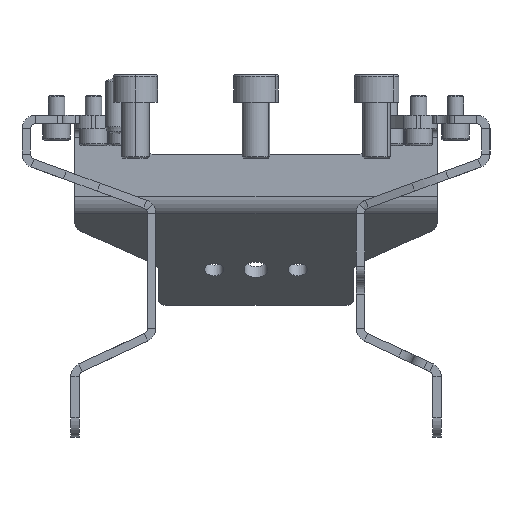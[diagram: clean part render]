
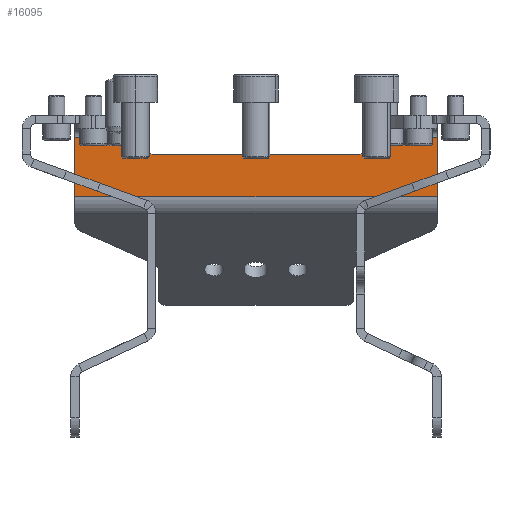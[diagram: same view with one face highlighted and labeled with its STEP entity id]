
A CAD part, left-side view. The second image highlights one B-rep face of the part: STEP entity #16095.
In plain terms, the highlighted planar face has unit normal (-1, 0, 0).
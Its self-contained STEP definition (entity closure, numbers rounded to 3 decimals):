
#108 = VERTEX_POINT ( 'NONE', #4709 ) ;
#300 = CARTESIAN_POINT ( 'NONE',  ( 85., 1635., 1240.73 ) ) ;
#303 = CARTESIAN_POINT ( 'NONE',  ( 85., 1529., 1265. ) ) ;
#404 = LINE ( 'NONE', #303, #15127 ) ;
#617 = FACE_OUTER_BOUND ( 'NONE', #3634, .T. ) ;
#712 = CARTESIAN_POINT ( 'NONE',  ( 85., 1529., 1262. ) ) ;
#777 = EDGE_CURVE ( 'NONE', #3148, #9937, #20484, .T. ) ;
#906 = LINE ( 'NONE', #5984, #19219 ) ;
#1022 = DIRECTION ( 'NONE',  ( 0., 0., 1. ) ) ;
#1190 = VECTOR ( 'NONE', #1022, 1000. ) ;
#1203 = ORIENTED_EDGE ( 'NONE', *, *, #21182, .T. ) ;
#2023 = ORIENTED_EDGE ( 'NONE', *, *, #2780, .T. ) ;
#2264 = LINE ( 'NONE', #21011, #11194 ) ;
#2334 = ORIENTED_EDGE ( 'NONE', *, *, #12569, .T. ) ;
#2440 = DIRECTION ( 'NONE',  ( 0., 0., 1. ) ) ;
#2780 = EDGE_CURVE ( 'NONE', #5905, #5657, #16662, .T. ) ;
#3148 = VERTEX_POINT ( 'NONE', #3920 ) ;
#3634 = EDGE_LOOP ( 'NONE', ( #2334, #1203, #14519, #10873, #15226, #11531, #13071, #2023, #11934, #5352 ) ) ;
#3728 = DIRECTION ( 'NONE',  ( 0., 0., 1. ) ) ;
#3756 = EDGE_CURVE ( 'NONE', #5657, #20591, #404, .T. ) ;
#3920 = CARTESIAN_POINT ( 'NONE',  ( 85., 1611., 1262. ) ) ;
#4709 = CARTESIAN_POINT ( 'NONE',  ( 85., 1606., 1255.73 ) ) ;
#4989 = DIRECTION ( 'NONE',  ( 0., 1., 0. ) ) ;
#5111 = DIRECTION ( 'NONE',  ( 0., 1., 0. ) ) ;
#5352 = ORIENTED_EDGE ( 'NONE', *, *, #19324, .T. ) ;
#5420 = CARTESIAN_POINT ( 'NONE',  ( 85., 1635., 1262. ) ) ;
#5648 = DIRECTION ( 'NONE',  ( 0., 0., -1. ) ) ;
#5657 = VERTEX_POINT ( 'NONE', #712 ) ;
#5674 = DIRECTION ( 'NONE',  ( 0., 0., 1. ) ) ;
#5692 = CARTESIAN_POINT ( 'NONE',  ( 85., 1505., 1265. ) ) ;
#5867 = CARTESIAN_POINT ( 'NONE',  ( 85., 1534., 1260.73 ) ) ;
#5905 = VERTEX_POINT ( 'NONE', #16527 ) ;
#5984 = CARTESIAN_POINT ( 'NONE',  ( 85., 1635., 1265. ) ) ;
#8243 = CARTESIAN_POINT ( 'NONE',  ( 85., 1505., 1240.73 ) ) ;
#8619 = DIRECTION ( 'NONE',  ( 0., 0., -1. ) ) ;
#9699 = AXIS2_PLACEMENT_3D ( 'NONE', #21036, #11061, #5674 ) ;
#9709 = CARTESIAN_POINT ( 'NONE',  ( 85., 1505., 1262. ) ) ;
#9937 = VERTEX_POINT ( 'NONE', #5420 ) ;
#10040 = DIRECTION ( 'NONE',  ( 0., 1., 0. ) ) ;
#10077 = EDGE_CURVE ( 'NONE', #5905, #21445, #2264, .T. ) ;
#10702 = CARTESIAN_POINT ( 'NONE',  ( 85., 1505., 1240.73 ) ) ;
#10778 = CARTESIAN_POINT ( 'NONE',  ( 85., 1611., 1260.73 ) ) ;
#10873 = ORIENTED_EDGE ( 'NONE', *, *, #777, .T. ) ;
#11061 = DIRECTION ( 'NONE',  ( 1., 0., 0. ) ) ;
#11194 = VECTOR ( 'NONE', #5648, 1000. ) ;
#11218 = VERTEX_POINT ( 'NONE', #300 ) ;
#11352 = AXIS2_PLACEMENT_3D ( 'NONE', #5867, #20790, #3728 ) ;
#11531 = ORIENTED_EDGE ( 'NONE', *, *, #18659, .F. ) ;
#11934 = ORIENTED_EDGE ( 'NONE', *, *, #3756, .T. ) ;
#12569 = EDGE_CURVE ( 'NONE', #19342, #108, #19369, .T. ) ;
#13071 = ORIENTED_EDGE ( 'NONE', *, *, #10077, .F. ) ;
#13276 = LINE ( 'NONE', #20105, #1190 ) ;
#13567 = EDGE_CURVE ( 'NONE', #9937, #11218, #906, .T. ) ;
#13588 = VECTOR ( 'NONE', #10040, 1000. ) ;
#14519 = ORIENTED_EDGE ( 'NONE', *, *, #16995, .T. ) ;
#14637 = DIRECTION ( 'NONE',  ( 0., 1., 0. ) ) ;
#14942 = CIRCLE ( 'NONE', #11352, 5. ) ;
#15127 = VECTOR ( 'NONE', #8619, 1000. ) ;
#15226 = ORIENTED_EDGE ( 'NONE', *, *, #13567, .T. ) ;
#16030 = VECTOR ( 'NONE', #14637, 1000. ) ;
#16095 = ADVANCED_FACE ( 'NONE', ( #617 ), #21057, .F. ) ;
#16527 = CARTESIAN_POINT ( 'NONE',  ( 85., 1505., 1262. ) ) ;
#16562 = CARTESIAN_POINT ( 'NONE',  ( 85., 1505., 1262. ) ) ;
#16662 = LINE ( 'NONE', #9709, #13588 ) ;
#16990 = CARTESIAN_POINT ( 'NONE',  ( 85., 1529., 1260.73 ) ) ;
#16995 = EDGE_CURVE ( 'NONE', #21745, #3148, #13276, .T. ) ;
#17705 = DIRECTION ( 'NONE',  ( 1., 0., 0. ) ) ;
#18226 = CARTESIAN_POINT ( 'NONE',  ( 85., 1534., 1255.73 ) ) ;
#18659 = EDGE_CURVE ( 'NONE', #21445, #11218, #22038, .T. ) ;
#19219 = VECTOR ( 'NONE', #19676, 1000. ) ;
#19324 = EDGE_CURVE ( 'NONE', #20591, #19342, #14942, .T. ) ;
#19342 = VERTEX_POINT ( 'NONE', #18226 ) ;
#19369 = LINE ( 'NONE', #19591, #16030 ) ;
#19539 = VECTOR ( 'NONE', #4989, 1000. ) ;
#19591 = CARTESIAN_POINT ( 'NONE',  ( 85., 1505., 1255.73 ) ) ;
#19676 = DIRECTION ( 'NONE',  ( 0., 0., -1. ) ) ;
#20105 = CARTESIAN_POINT ( 'NONE',  ( 85., 1611., 1265. ) ) ;
#20484 = LINE ( 'NONE', #16562, #20500 ) ;
#20500 = VECTOR ( 'NONE', #5111, 1000. ) ;
#20591 = VERTEX_POINT ( 'NONE', #16990 ) ;
#20790 = DIRECTION ( 'NONE',  ( 1., 0., 0. ) ) ;
#20812 = CIRCLE ( 'NONE', #9699, 5. ) ;
#21011 = CARTESIAN_POINT ( 'NONE',  ( 85., 1505., 1265. ) ) ;
#21036 = CARTESIAN_POINT ( 'NONE',  ( 85., 1606., 1260.73 ) ) ;
#21057 = PLANE ( 'NONE',  #21186 ) ;
#21182 = EDGE_CURVE ( 'NONE', #108, #21745, #20812, .T. ) ;
#21186 = AXIS2_PLACEMENT_3D ( 'NONE', #5692, #17705, #2440 ) ;
#21445 = VERTEX_POINT ( 'NONE', #10702 ) ;
#21745 = VERTEX_POINT ( 'NONE', #10778 ) ;
#22038 = LINE ( 'NONE', #8243, #19539 ) ;
